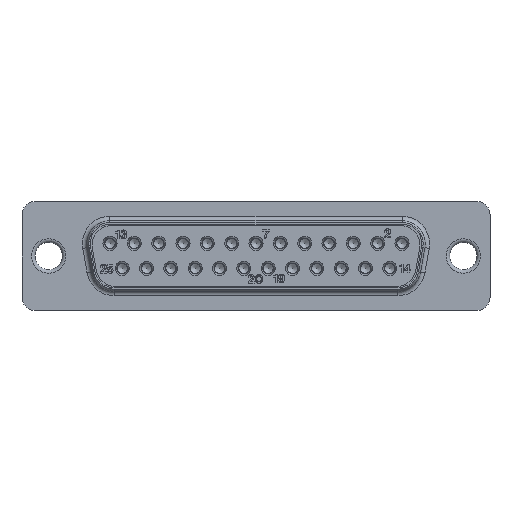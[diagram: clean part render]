
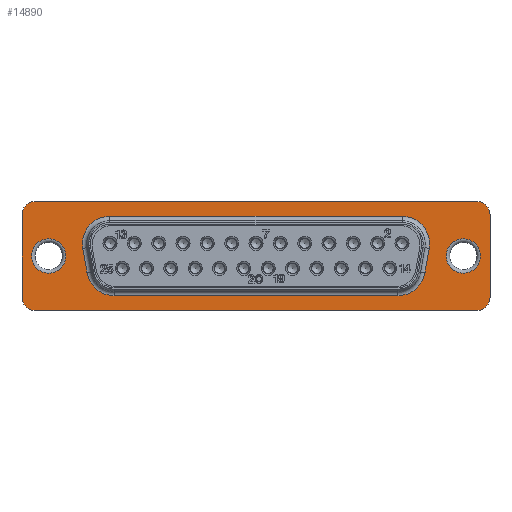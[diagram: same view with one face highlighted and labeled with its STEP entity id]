
A CAD part, top view. The second image highlights one B-rep face of the part: STEP entity #14890.
In plain terms, the highlighted face is planar.
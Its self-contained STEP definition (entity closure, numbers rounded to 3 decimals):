
#1202=CIRCLE('',#17276,1.5);
#1204=CIRCLE('',#17279,1.5);
#1206=CIRCLE('',#17283,1.5);
#1208=CIRCLE('',#17287,1.5);
#1218=CIRCLE('',#17302,3.1);
#1219=CIRCLE('',#17304,3.1);
#1225=CIRCLE('',#17313,3.1);
#1226=CIRCLE('',#17315,3.1);
#1258=CIRCLE('',#17381,1.95);
#1260=CIRCLE('',#17384,1.95);
#4246=ORIENTED_EDGE('',*,*,#6916,.F.);
#4247=ORIENTED_EDGE('',*,*,#6854,.F.);
#4248=ORIENTED_EDGE('',*,*,#6852,.F.);
#4249=ORIENTED_EDGE('',*,*,#6847,.F.);
#4250=ORIENTED_EDGE('',*,*,#6842,.F.);
#4251=ORIENTED_EDGE('',*,*,#6838,.F.);
#4252=ORIENTED_EDGE('',*,*,#6841,.F.);
#4253=ORIENTED_EDGE('',*,*,#6846,.F.);
#4254=ORIENTED_EDGE('',*,*,#6851,.F.);
#4255=ORIENTED_EDGE('',*,*,#6914,.F.);
#4256=ORIENTED_EDGE('',*,*,#6825,.F.);
#4257=ORIENTED_EDGE('',*,*,#6824,.F.);
#4258=ORIENTED_EDGE('',*,*,#6811,.F.);
#4259=ORIENTED_EDGE('',*,*,#6791,.F.);
#4260=ORIENTED_EDGE('',*,*,#6814,.F.);
#4261=ORIENTED_EDGE('',*,*,#6818,.F.);
#4262=ORIENTED_EDGE('',*,*,#6820,.F.);
#4263=ORIENTED_EDGE('',*,*,#6787,.F.);
#6787=EDGE_CURVE('',#8435,#8437,#9606,.T.);
#6791=EDGE_CURVE('',#8439,#8441,#9610,.T.);
#6811=EDGE_CURVE('',#8441,#8457,#1202,.T.);
#6814=EDGE_CURVE('',#8459,#8439,#1204,.T.);
#6818=EDGE_CURVE('',#8461,#8459,#9629,.T.);
#6820=EDGE_CURVE('',#8437,#8461,#1206,.T.);
#6824=EDGE_CURVE('',#8457,#8464,#9633,.T.);
#6825=EDGE_CURVE('',#8464,#8435,#1208,.T.);
#6838=EDGE_CURVE('',#8472,#8471,#9639,.T.);
#6841=EDGE_CURVE('',#8474,#8472,#1218,.T.);
#6842=EDGE_CURVE('',#8471,#8475,#1219,.T.);
#6846=EDGE_CURVE('',#8477,#8474,#9641,.T.);
#6847=EDGE_CURVE('',#8475,#8478,#9642,.T.);
#6851=EDGE_CURVE('',#8480,#8477,#1225,.T.);
#6852=EDGE_CURVE('',#8478,#8481,#1226,.T.);
#6854=EDGE_CURVE('',#8481,#8480,#9643,.T.);
#6914=EDGE_CURVE('',#8515,#8515,#1258,.T.);
#6916=EDGE_CURVE('',#8517,#8517,#1260,.T.);
#8435=VERTEX_POINT('',#28488);
#8437=VERTEX_POINT('',#28491);
#8439=VERTEX_POINT('',#28497);
#8441=VERTEX_POINT('',#28500);
#8457=VERTEX_POINT('',#28542);
#8459=VERTEX_POINT('',#28548);
#8461=VERTEX_POINT('',#28554);
#8464=VERTEX_POINT('',#28564);
#8471=VERTEX_POINT('',#28590);
#8472=VERTEX_POINT('',#28592);
#8474=VERTEX_POINT('',#28598);
#8475=VERTEX_POINT('',#28602);
#8477=VERTEX_POINT('',#28608);
#8478=VERTEX_POINT('',#28612);
#8480=VERTEX_POINT('',#28618);
#8481=VERTEX_POINT('',#28622);
#8515=VERTEX_POINT('',#28752);
#8517=VERTEX_POINT('',#28757);
#9606=LINE('',#28490,#10738);
#9610=LINE('',#28499,#10742);
#9629=LINE('',#28556,#10761);
#9633=LINE('',#28566,#10765);
#9639=LINE('',#28593,#10771);
#9641=LINE('',#28609,#10773);
#9642=LINE('',#28611,#10774);
#9643=LINE('',#28625,#10775);
#10738=VECTOR('',#20309,1000.);
#10742=VECTOR('',#20315,1000.);
#10761=VECTOR('',#20366,1000.);
#10765=VECTOR('',#20378,1000.);
#10771=VECTOR('',#20410,1000.);
#10773=VECTOR('',#20430,1000.);
#10774=VECTOR('',#20433,1000.);
#10775=VECTOR('',#20452,1000.);
#12136=EDGE_LOOP('',(#4246));
#12137=EDGE_LOOP('',(#4247,#4248,#4249,#4250,#4251,#4252,#4253,#4254));
#12138=EDGE_LOOP('',(#4255));
#12139=EDGE_LOOP('',(#4256,#4257,#4258,#4259,#4260,#4261,#4262,#4263));
#13376=FACE_BOUND('',#12136,.T.);
#13377=FACE_BOUND('',#12137,.T.);
#13378=FACE_BOUND('',#12138,.T.);
#13379=FACE_BOUND('',#12139,.T.);
#14088=PLANE('',#17383);
#14890=ADVANCED_FACE('',(#13376,#13377,#13378,#13379),#14088,.F.);
#17276=AXIS2_PLACEMENT_3D('',#28541,#20351,#20352);
#17279=AXIS2_PLACEMENT_3D('',#28547,#20358,#20359);
#17283=AXIS2_PLACEMENT_3D('',#28559,#20370,#20371);
#17287=AXIS2_PLACEMENT_3D('',#28568,#20381,#20382);
#17302=AXIS2_PLACEMENT_3D('',#28599,#20417,#20418);
#17304=AXIS2_PLACEMENT_3D('',#28601,#20421,#20422);
#17313=AXIS2_PLACEMENT_3D('',#28619,#20442,#20443);
#17315=AXIS2_PLACEMENT_3D('',#28621,#20446,#20447);
#17381=AXIS2_PLACEMENT_3D('',#28751,#20608,#20609);
#17383=AXIS2_PLACEMENT_3D('',#28755,#20612,#20613);
#17384=AXIS2_PLACEMENT_3D('',#28756,#20614,#20615);
#20309=DIRECTION('',(-1.,0.,0.));
#20315=DIRECTION('',(1.,0.,0.));
#20351=DIRECTION('',(0.,0.,1.));
#20352=DIRECTION('',(0.707,-0.707,0.));
#20358=DIRECTION('',(0.,0.,1.));
#20359=DIRECTION('',(-0.707,-0.707,0.));
#20366=DIRECTION('',(0.,-1.,0.));
#20370=DIRECTION('',(0.,0.,1.));
#20371=DIRECTION('',(-0.707,0.707,0.));
#20378=DIRECTION('',(0.,1.,0.));
#20381=DIRECTION('',(0.,0.,1.));
#20382=DIRECTION('',(0.707,0.707,0.));
#20410=DIRECTION('',(1.,0.,0.));
#20417=DIRECTION('',(0.,0.,-1.));
#20418=DIRECTION('',(-0.766,0.643,0.));
#20421=DIRECTION('',(0.,0.,-1.));
#20422=DIRECTION('',(0.766,0.643,0.));
#20430=DIRECTION('',(-0.174,0.985,0.));
#20433=DIRECTION('',(-0.174,-0.985,0.));
#20442=DIRECTION('',(0.,0.,-1.));
#20443=DIRECTION('',(-0.643,-0.766,0.));
#20446=DIRECTION('',(0.,0.,-1.));
#20447=DIRECTION('',(0.643,-0.766,0.));
#20452=DIRECTION('',(-1.,0.,0.));
#20608=DIRECTION('',(0.,0.,-1.));
#20609=DIRECTION('',(-1.,0.,0.));
#20612=DIRECTION('',(0.,0.,1.));
#20613=DIRECTION('',(1.,0.,0.));
#20614=DIRECTION('',(0.,0.,-1.));
#20615=DIRECTION('',(-1.,0.,0.));
#28488=CARTESIAN_POINT('',(25.05,6.2,-0.4));
#28490=CARTESIAN_POINT('',(26.55,6.2,-0.4));
#28491=CARTESIAN_POINT('',(-25.05,6.2,-0.4));
#28497=CARTESIAN_POINT('',(-25.05,-6.2,-0.4));
#28499=CARTESIAN_POINT('',(-26.55,-6.2,-0.4));
#28500=CARTESIAN_POINT('',(25.05,-6.2,-0.4));
#28541=CARTESIAN_POINT('',(25.05,-4.7,-0.4));
#28542=CARTESIAN_POINT('',(26.55,-4.7,-0.4));
#28547=CARTESIAN_POINT('',(-25.05,-4.7,-0.4));
#28548=CARTESIAN_POINT('',(-26.55,-4.7,-0.4));
#28554=CARTESIAN_POINT('',(-26.55,4.7,-0.4));
#28556=CARTESIAN_POINT('',(-26.55,6.2,-0.4));
#28559=CARTESIAN_POINT('',(-25.05,4.7,-0.4));
#28564=CARTESIAN_POINT('',(26.55,4.7,-0.4));
#28566=CARTESIAN_POINT('',(26.55,-6.2,-0.4));
#28568=CARTESIAN_POINT('',(25.05,4.7,-0.4));
#28590=CARTESIAN_POINT('',(16.6,4.5,-0.4));
#28592=CARTESIAN_POINT('',(-16.6,4.5,-0.4));
#28593=CARTESIAN_POINT('',(6.612,4.5,-0.4));
#28598=CARTESIAN_POINT('',(-19.653,0.862,-0.4));
#28599=CARTESIAN_POINT('',(-16.6,1.4,-0.4));
#28601=CARTESIAN_POINT('',(16.6,1.4,-0.4));
#28602=CARTESIAN_POINT('',(19.653,0.862,-0.4));
#28608=CARTESIAN_POINT('',(-19.159,-1.938,-0.4));
#28609=CARTESIAN_POINT('',(-19.085,-2.359,-0.4));
#28611=CARTESIAN_POINT('',(19.237,-1.498,-0.4));
#28612=CARTESIAN_POINT('',(19.159,-1.938,-0.4));
#28618=CARTESIAN_POINT('',(-16.106,-4.5,-0.4));
#28619=CARTESIAN_POINT('',(-16.106,-1.4,-0.4));
#28621=CARTESIAN_POINT('',(16.106,-1.4,-0.4));
#28622=CARTESIAN_POINT('',(16.106,-4.5,-0.4));
#28625=CARTESIAN_POINT('',(6.612,-4.5,-0.4));
#28751=CARTESIAN_POINT('',(-23.52,0.,-0.4));
#28752=CARTESIAN_POINT('',(-25.47,0.,-0.4));
#28755=CARTESIAN_POINT('',(13.223,0.017,-0.4));
#28756=CARTESIAN_POINT('',(23.52,0.,-0.4));
#28757=CARTESIAN_POINT('',(21.57,0.,-0.4));
